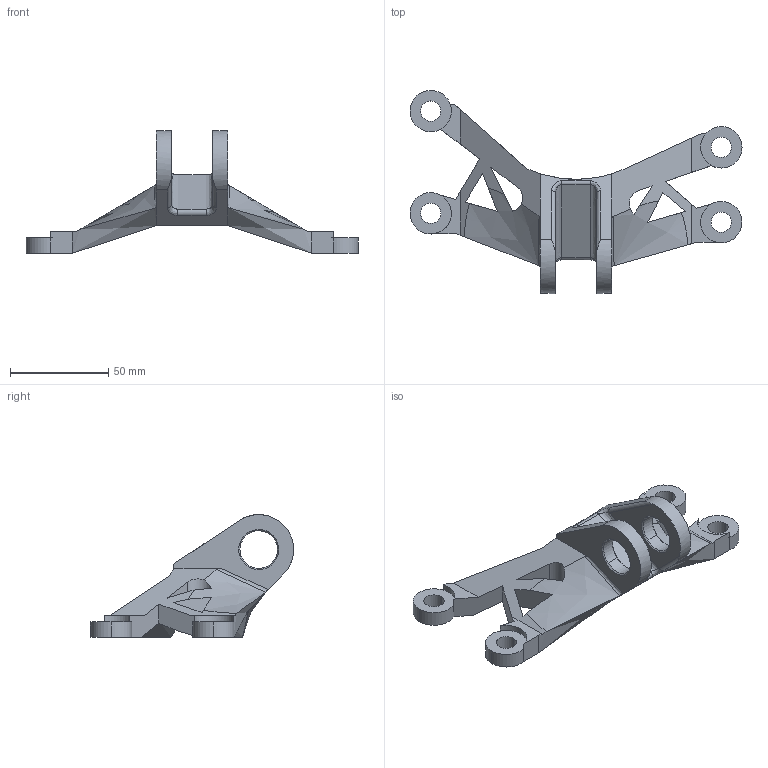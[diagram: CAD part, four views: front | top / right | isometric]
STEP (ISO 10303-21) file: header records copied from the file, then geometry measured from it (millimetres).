
FILE_DESCRIPTION(('CATIA V5 STEP Exchange'),'2;1');
FILE_NAME('Support v4-2 OK 365g.stp','2013-08-08T21:23:48+00:00',('none'),('none'),'CATIA Version 5 Release 19 SP 2 (IN-10)','CATIA V5 STEP AP203','none');
FILE_SCHEMA(('CONFIG_CONTROL_DESIGN'));
Length unit declared in the file: millimetre
Products named in the file (1): Support v4-2
Bounding box: 169.16 x 103.54 x 62.48 mm (x, y, z)
Volume: 82525.6 mm3; surface area: 28712.1 mm2
Topology: 1 solids, 1 shells, 101 faces, 283 edges, 180 vertices
Faces by surface type: plane 44, cylinder 35, bspline 12, cone 8, extrusion 2
Entity records: 3968 total; most frequent: CARTESIAN_POINT 1594, ORIENTED_EDGE 566, DIRECTION 332, EDGE_CURVE 283, VERTEX_POINT 180, VECTOR 141, LINE 139, AXIS2_PLACEMENT_3D 129
